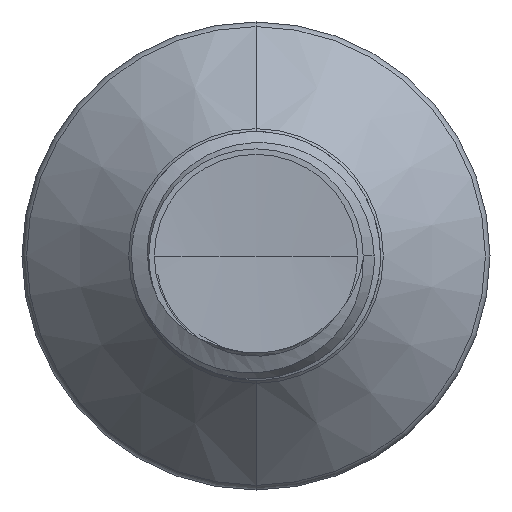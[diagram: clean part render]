
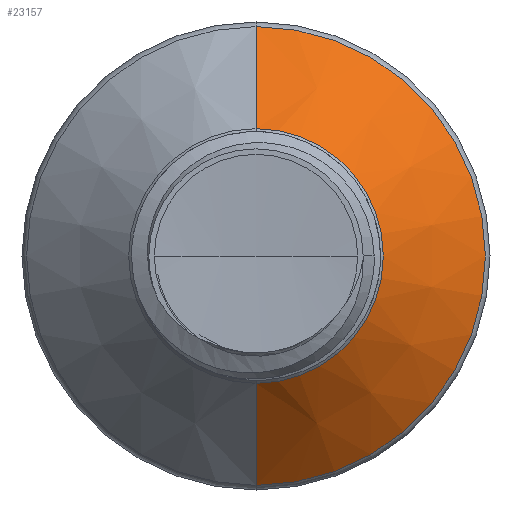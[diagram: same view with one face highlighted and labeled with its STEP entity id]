
A CAD part, front view. The second image highlights one B-rep face of the part: STEP entity #23157.
In plain terms, the highlighted conical face has half-angle 45 degrees and reference radius 1.278 mm.
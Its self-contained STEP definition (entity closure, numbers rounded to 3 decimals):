
#707 = VECTOR ( 'NONE', #963, 1000. ) ;
#963 = DIRECTION ( 'NONE',  ( 0., 0.707, 0.707 ) ) ;
#1724 = LINE ( 'NONE', #7227, #19888 ) ;
#2729 = EDGE_CURVE ( 'NONE', #18165, #3046, #1724, .T. ) ;
#3046 = VERTEX_POINT ( 'NONE', #6126 ) ;
#4370 = ORIENTED_EDGE ( 'NONE', *, *, #2729, .T. ) ;
#5244 = DIRECTION ( 'NONE',  ( 0., 1., 0. ) ) ;
#5507 = LINE ( 'NONE', #18952, #707 ) ;
#6126 = CARTESIAN_POINT ( 'NONE',  ( 0., 7.339, -2.303 ) ) ;
#6309 = DIRECTION ( 'NONE',  ( 0., 1., 0. ) ) ;
#6876 = EDGE_CURVE ( 'NONE', #22130, #18165, #19227, .T. ) ;
#7069 = DIRECTION ( 'NONE',  ( 0., 0.707, -0.707 ) ) ;
#7227 = CARTESIAN_POINT ( 'NONE',  ( 0., 6.314, -1.278 ) ) ;
#7359 = DIRECTION ( 'NONE',  ( 0., 1., 0. ) ) ;
#7664 = EDGE_LOOP ( 'NONE', ( #12562, #4370, #7797, #9436 ) ) ;
#7797 = ORIENTED_EDGE ( 'NONE', *, *, #22741, .F. ) ;
#7938 = CARTESIAN_POINT ( 'NONE',  ( 0., 7.339, 2.303 ) ) ;
#9436 = ORIENTED_EDGE ( 'NONE', *, *, #15334, .F. ) ;
#10615 = AXIS2_PLACEMENT_3D ( 'NONE', #14419, #5244, #19702 ) ;
#12427 = VERTEX_POINT ( 'NONE', #7938 ) ;
#12562 = ORIENTED_EDGE ( 'NONE', *, *, #6876, .T. ) ;
#13764 = CARTESIAN_POINT ( 'NONE',  ( 0., 6.314, -1.278 ) ) ;
#14419 = CARTESIAN_POINT ( 'NONE',  ( 0., 6.314, 0. ) ) ;
#15334 = EDGE_CURVE ( 'NONE', #22130, #12427, #5507, .T. ) ;
#16078 = FACE_OUTER_BOUND ( 'NONE', #7664, .T. ) ;
#17258 = CARTESIAN_POINT ( 'NONE',  ( 0., 7.339, 0. ) ) ;
#18165 = VERTEX_POINT ( 'NONE', #13764 ) ;
#18212 = AXIS2_PLACEMENT_3D ( 'NONE', #18259, #7359, #20006 ) ;
#18259 = CARTESIAN_POINT ( 'NONE',  ( 0., 6.314, 0. ) ) ;
#18952 = CARTESIAN_POINT ( 'NONE',  ( 0., 6.314, 1.278 ) ) ;
#19038 = DIRECTION ( 'NONE',  ( 0., 0., 1. ) ) ;
#19227 = CIRCLE ( 'NONE', #18212, 1.278 ) ;
#19515 = AXIS2_PLACEMENT_3D ( 'NONE', #17258, #6309, #19038 ) ;
#19658 = CONICAL_SURFACE ( 'NONE', #10615, 1.278, 0.785 ) ;
#19702 = DIRECTION ( 'NONE',  ( 0., 0., 1. ) ) ;
#19804 = CARTESIAN_POINT ( 'NONE',  ( 0., 6.314, 1.278 ) ) ;
#19888 = VECTOR ( 'NONE', #7069, 1000. ) ;
#20006 = DIRECTION ( 'NONE',  ( 0., 0., 1. ) ) ;
#21783 = CIRCLE ( 'NONE', #19515, 2.303 ) ;
#22130 = VERTEX_POINT ( 'NONE', #19804 ) ;
#22741 = EDGE_CURVE ( 'NONE', #12427, #3046, #21783, .T. ) ;
#23157 = ADVANCED_FACE ( 'NONE', ( #16078 ), #19658, .T. ) ;
